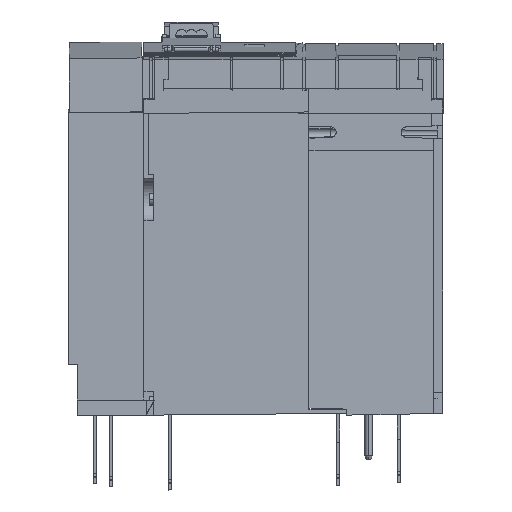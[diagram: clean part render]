
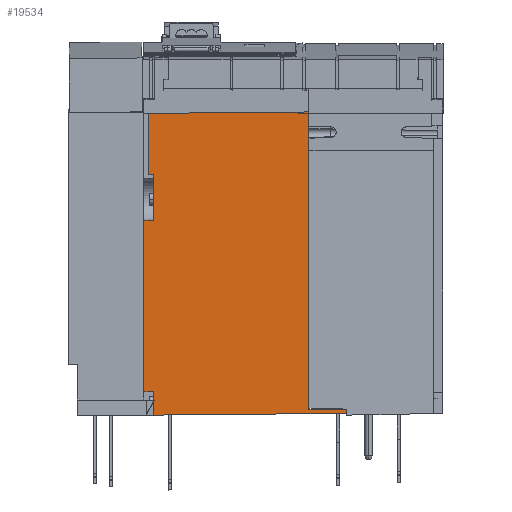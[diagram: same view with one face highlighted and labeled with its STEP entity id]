
A CAD part, left-side view. The second image highlights one B-rep face of the part: STEP entity #19534.
In plain terms, the highlighted planar face has unit normal (-1, 0, 0).
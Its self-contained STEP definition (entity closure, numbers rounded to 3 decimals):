
#8391=DIRECTION('',(0.,0.,1.));
#8392=VECTOR('',#8391,2.536);
#8393=CARTESIAN_POINT('',(-40.896,-113.203,
-13.714));
#8394=LINE('',#8393,#8392);
#8398=DIRECTION('',(0.,-1.,0.));
#8399=VECTOR('',#8398,6.5);
#8400=CARTESIAN_POINT('',(-40.897,-113.203,
-11.178));
#8401=LINE('',#8400,#8399);
#8405=DIRECTION('',(0.,0.,1.));
#8406=VECTOR('',#8405,30.5);
#8407=CARTESIAN_POINT('',(-40.897,-119.703,
-11.178));
#8408=LINE('',#8407,#8406);
#8412=DIRECTION('',(0.,1.,0.));
#8413=VECTOR('',#8412,3.5);
#8414=CARTESIAN_POINT('',(-40.897,-119.703,
19.322));
#8415=LINE('',#8414,#8413);
#8419=DIRECTION('',(-0.001,0.,1.));
#8420=VECTOR('',#8419,0.571);
#8421=CARTESIAN_POINT('',(-40.896,-116.203,
19.322));
#8422=LINE('',#8421,#8420);
#8426=DIRECTION('',(0.,0.,1.));
#8427=VECTOR('',#8426,39.908);
#8428=CARTESIAN_POINT('',(-40.897,-116.203,
19.893));
#8429=LINE('',#8428,#8427);
#8433=DIRECTION('',(0.,-1.,0.));
#8434=VECTOR('',#8433,4.2);
#8435=CARTESIAN_POINT('',(-40.897,-116.203,
59.801));
#8436=LINE('',#8435,#8434);
#8440=DIRECTION('',(0.,-1.,0.009));
#8441=VECTOR('',#8440,102.304);
#8442=CARTESIAN_POINT('',(-40.898,-120.403,
59.803));
#8443=LINE('',#8442,#8441);
#8447=DIRECTION('',(0.,0.,-1.));
#8448=VECTOR('',#8447,196.897);
#8449=CARTESIAN_POINT('',(-40.9,-222.703,
60.697));
#8450=LINE('',#8449,#8448);
#8454=DIRECTION('',(0.,-1.,0.));
#8455=VECTOR('',#8454,25.);
#8456=CARTESIAN_POINT('',(-40.901,-222.703,
-136.2));
#8457=LINE('',#8456,#8455);
#8461=DIRECTION('',(0.001,0.,-1.));
#8462=VECTOR('',#8461,2.852);
#8463=CARTESIAN_POINT('',(-40.902,-247.703,
-136.2));
#8464=LINE('',#8463,#8462);
#8468=DIRECTION('',(0.,1.,-0.009));
#8469=VECTOR('',#8468,125.506);
#8470=CARTESIAN_POINT('',(-40.901,-247.703,
-139.052));
#8471=LINE('',#8470,#8469);
#8475=CARTESIAN_POINT('',(-40.898,-122.202,
-140.176));
#8476=CARTESIAN_POINT('',(-40.898,-121.369,
-140.176));
#8477=CARTESIAN_POINT('',(-40.897,-120.536,
-140.194));
#8478=CARTESIAN_POINT('',(-40.897,-119.703,
-140.194));
#8483=DIRECTION('',(0.,0.,1.));
#8484=VECTOR('',#8483,15.437);
#8485=CARTESIAN_POINT('',(-40.897,-119.703,
-140.194));
#8486=LINE('',#8485,#8484);
#8490=DIRECTION('',(0.,1.,0.009));
#8491=VECTOR('',#8490,6.5);
#8492=CARTESIAN_POINT('',(-40.897,-119.703,
-124.757));
#8493=LINE('',#8492,#8491);
#8497=DIRECTION('',(0.,0.,1.));
#8498=VECTOR('',#8497,110.986);
#8499=CARTESIAN_POINT('',(-40.897,-113.203,
-124.7));
#8500=LINE('',#8499,#8498);
#14698=CARTESIAN_POINT('',(-40.9,-222.703,
60.697));
#14700=VERTEX_POINT('',#14698);
#14712=CARTESIAN_POINT('',(-40.896,-113.203,
-13.714));
#14713=CARTESIAN_POINT('',(-40.897,-113.203,
-11.178));
#14714=VERTEX_POINT('',#14712);
#14715=VERTEX_POINT('',#14713);
#14716=CARTESIAN_POINT('',(-40.897,-119.703,
-11.178));
#14717=CARTESIAN_POINT('',(-40.897,-119.703,
19.322));
#14718=VERTEX_POINT('',#14716);
#14719=VERTEX_POINT('',#14717);
#14720=CARTESIAN_POINT('',(-40.896,-116.203,
19.322));
#14721=CARTESIAN_POINT('',(-40.897,-116.203,
19.893));
#14722=VERTEX_POINT('',#14720);
#14723=VERTEX_POINT('',#14721);
#14724=CARTESIAN_POINT('',(-40.901,-222.703,
-136.2));
#14725=VERTEX_POINT('',#14724);
#14726=CARTESIAN_POINT('',(-40.902,-247.703,
-136.2));
#14727=VERTEX_POINT('',#14726);
#14728=CARTESIAN_POINT('',(-40.901,-247.703,
-139.052));
#14729=VERTEX_POINT('',#14728);
#14730=CARTESIAN_POINT('',(-40.897,-113.203,
-124.7));
#14731=VERTEX_POINT('',#14730);
#15989=CARTESIAN_POINT('',(-40.898,-120.403,
59.803));
#15990=VERTEX_POINT('',#15989);
#15993=CARTESIAN_POINT('',(-40.897,-116.203,
59.801));
#15994=VERTEX_POINT('',#15993);
#15995=CARTESIAN_POINT('',(-40.898,-122.202,
-140.176));
#15996=VERTEX_POINT('',#15995);
#15997=VERTEX_POINT('',#8478);
#15998=CARTESIAN_POINT('',(-40.897,-119.703,
-124.757));
#15999=VERTEX_POINT('',#15998);
#19496=CARTESIAN_POINT('',(-40.892,0.002,
0.));
#19497=DIRECTION('',(-1.,0.,0.));
#19498=DIRECTION('',(0.,-1.,0.));
#19499=AXIS2_PLACEMENT_3D('',#19496,#19497,#19498);
#19500=PLANE('',#19499);
#19502=ORIENTED_EDGE('',*,*,#19501,.T.);
#19504=ORIENTED_EDGE('',*,*,#19503,.T.);
#19506=ORIENTED_EDGE('',*,*,#19505,.T.);
#19508=ORIENTED_EDGE('',*,*,#19507,.T.);
#19510=ORIENTED_EDGE('',*,*,#19509,.T.);
#19512=ORIENTED_EDGE('',*,*,#19511,.T.);
#19514=ORIENTED_EDGE('',*,*,#19513,.T.);
#19515=ORIENTED_EDGE('',*,*,#19424,.T.);
#19517=ORIENTED_EDGE('',*,*,#19516,.T.);
#19519=ORIENTED_EDGE('',*,*,#19518,.T.);
#19521=ORIENTED_EDGE('',*,*,#19520,.T.);
#19523=ORIENTED_EDGE('',*,*,#19522,.T.);
#19525=ORIENTED_EDGE('',*,*,#19524,.T.);
#19527=ORIENTED_EDGE('',*,*,#19526,.T.);
#19529=ORIENTED_EDGE('',*,*,#19528,.T.);
#19531=ORIENTED_EDGE('',*,*,#19530,.T.);
#19532=EDGE_LOOP('',(#19502,#19504,#19506,#19508,#19510,#19512,#19514,#19515,
#19517,#19519,#19521,#19523,#19525,#19527,#19529,#19531));
#19533=FACE_OUTER_BOUND('',#19532,.F.);
#8479=B_SPLINE_CURVE_WITH_KNOTS('',3,(#8475,#8476,#8477,#8478),.UNSPECIFIED.,
.F.,.F.,(4,4),(0.,1.),.UNSPECIFIED.);
#19424=EDGE_CURVE('',#15990,#14700,#8443,.T.);
#19501=EDGE_CURVE('',#14714,#14715,#8394,.T.);
#19503=EDGE_CURVE('',#14715,#14718,#8401,.T.);
#19505=EDGE_CURVE('',#14718,#14719,#8408,.T.);
#19507=EDGE_CURVE('',#14719,#14722,#8415,.T.);
#19509=EDGE_CURVE('',#14722,#14723,#8422,.T.);
#19511=EDGE_CURVE('',#14723,#15994,#8429,.T.);
#19513=EDGE_CURVE('',#15994,#15990,#8436,.T.);
#19516=EDGE_CURVE('',#14700,#14725,#8450,.T.);
#19518=EDGE_CURVE('',#14725,#14727,#8457,.T.);
#19520=EDGE_CURVE('',#14727,#14729,#8464,.T.);
#19522=EDGE_CURVE('',#14729,#15996,#8471,.T.);
#19524=EDGE_CURVE('',#15996,#15997,#8479,.T.);
#19526=EDGE_CURVE('',#15997,#15999,#8486,.T.);
#19528=EDGE_CURVE('',#15999,#14731,#8493,.T.);
#19530=EDGE_CURVE('',#14731,#14714,#8500,.T.);
#19534=ADVANCED_FACE('',(#19533),#19500,.T.);
